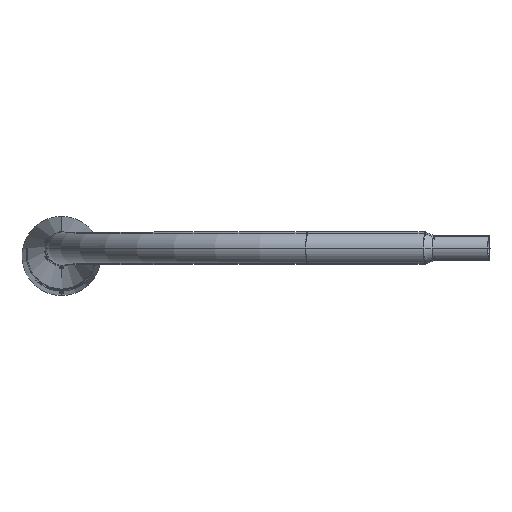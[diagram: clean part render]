
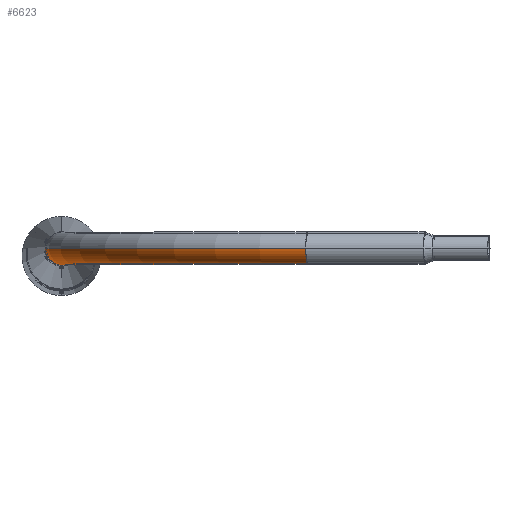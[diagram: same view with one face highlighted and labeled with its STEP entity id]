
A CAD part, top view. The second image highlights one B-rep face of the part: STEP entity #6623.
In plain terms, the highlighted toroidal (fillet/blend) face has major radius 630 mm and minor radius 38.05 mm.
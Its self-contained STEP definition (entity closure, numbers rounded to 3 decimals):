
#177 = AXIS2_PLACEMENT_3D ( 'NONE', #5903, #7955, #1725 ) ;
#561 = DIRECTION ( 'NONE',  ( -1., 0., 0. ) ) ;
#957 = EDGE_CURVE ( 'NONE', #1603, #6919, #4095, .T. ) ;
#1151 = CIRCLE ( 'NONE', #4662, 38.05 ) ;
#1514 = ORIENTED_EDGE ( 'NONE', *, *, #2583, .F. ) ;
#1560 = CARTESIAN_POINT ( 'NONE',  ( -38.05, 835.259, 0. ) ) ;
#1603 = VERTEX_POINT ( 'NONE', #4423 ) ;
#1683 = ORIENTED_EDGE ( 'NONE', *, *, #957, .T. ) ;
#1725 = DIRECTION ( 'NONE',  ( -1., 0., 0. ) ) ;
#1802 = DIRECTION ( 'NONE',  ( 0., 1., 0. ) ) ;
#1960 = DIRECTION ( 'NONE',  ( 0., 0., -1. ) ) ;
#1966 = VERTEX_POINT ( 'NONE', #1560 ) ;
#2069 = EDGE_CURVE ( 'NONE', #1966, #1603, #1151, .T. ) ;
#2583 = EDGE_CURVE ( 'NONE', #6703, #6919, #8914, .T. ) ;
#4088 = ORIENTED_EDGE ( 'NONE', *, *, #2069, .T. ) ;
#4095 = CIRCLE ( 'NONE', #6410, 591.95 ) ;
#4117 = DIRECTION ( 'NONE',  ( -1., 0., 0. ) ) ;
#4410 = AXIS2_PLACEMENT_3D ( 'NONE', #7026, #1960, #6162 ) ;
#4423 = CARTESIAN_POINT ( 'NONE',  ( 38.05, 835.259, 0. ) ) ;
#4662 = AXIS2_PLACEMENT_3D ( 'NONE', #8113, #1802, #561 ) ;
#5893 = CIRCLE ( 'NONE', #177, 668.05 ) ;
#5903 = CARTESIAN_POINT ( 'NONE',  ( 630., 835.259, 0. ) ) ;
#5929 = EDGE_CURVE ( 'NONE', #1966, #6703, #5893, .T. ) ;
#5979 = CARTESIAN_POINT ( 'NONE',  ( 575.092, 1462.861, 0. ) ) ;
#6162 = DIRECTION ( 'NONE',  ( -1., 0., 0. ) ) ;
#6410 = AXIS2_PLACEMENT_3D ( 'NONE', #7060, #7492, #4117 ) ;
#6621 = EDGE_LOOP ( 'NONE', ( #8429, #4088, #1683, #1514 ) ) ;
#6623 = ADVANCED_FACE ( 'NONE', ( #8549 ), #8355, .T. ) ;
#6703 = VERTEX_POINT ( 'NONE', #9013 ) ;
#6919 = VERTEX_POINT ( 'NONE', #7974 ) ;
#7026 = CARTESIAN_POINT ( 'NONE',  ( 630., 835.259, 0. ) ) ;
#7060 = CARTESIAN_POINT ( 'NONE',  ( 630., 835.259, 0. ) ) ;
#7492 = DIRECTION ( 'NONE',  ( 0., 0., -1. ) ) ;
#7777 = DIRECTION ( 'NONE',  ( -0.087, 0.996, 0. ) ) ;
#7875 = AXIS2_PLACEMENT_3D ( 'NONE', #5979, #8718, #7777 ) ;
#7955 = DIRECTION ( 'NONE',  ( 0., 0., -1. ) ) ;
#7974 = CARTESIAN_POINT ( 'NONE',  ( 578.408, 1424.956, 0. ) ) ;
#8113 = CARTESIAN_POINT ( 'NONE',  ( 0., 835.259, 0. ) ) ;
#8355 = TOROIDAL_SURFACE ( 'NONE', #4410, 630., 38.05 ) ;
#8429 = ORIENTED_EDGE ( 'NONE', *, *, #5929, .F. ) ;
#8549 = FACE_OUTER_BOUND ( 'NONE', #6621, .T. ) ;
#8718 = DIRECTION ( 'NONE',  ( 0.996, 0.087, 0. ) ) ;
#8914 = CIRCLE ( 'NONE', #7875, 38.05 ) ;
#9013 = CARTESIAN_POINT ( 'NONE',  ( 571.776, 1500.766, 0. ) ) ;
